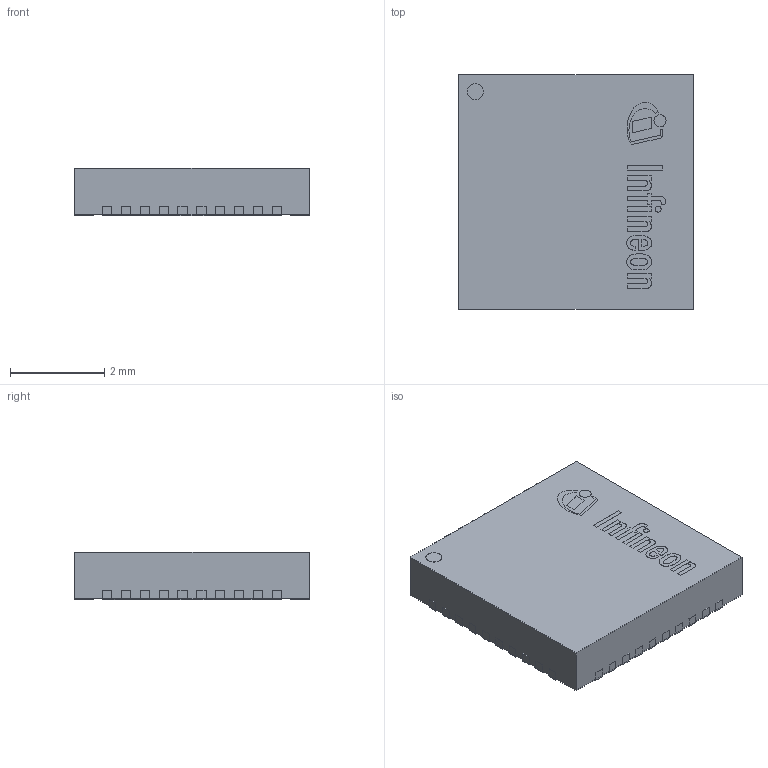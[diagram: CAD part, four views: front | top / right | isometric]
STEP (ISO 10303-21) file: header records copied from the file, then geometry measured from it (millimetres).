
FILE_DESCRIPTION(/* description */ (''),/* implementation_level */ '2;1');
FILE_NAME(/* name */ 'PG-VQFN-40-901_Z8B00211624_V01_3D.stp',/* time_stamp */ '2021-03-15T14:24:28+06:00',/* author */ ('janartha'),/* organization */ (''),/* preprocessor_version */ 'ST-DEVELOPER v16.13',/* originating_system */ 'AutoCAD Mechanical',/* authorisation */ '');
FILE_SCHEMA (('AUTOMOTIVE_DESIGN { 1 0 10303 214 3 1 1 }'));
Length unit declared in the file: millimetre
Products named in the file (1): Product
Bounding box: 5 x 5 x 1 mm (x, y, z)
Surface area: 116.3 mm2
Topology: 55 solids, 55 shells, 384 faces, 820 edges, 547 vertices
Faces by surface type: plane 314, cylinder 52, bspline 18
Full cylindrical faces by diameter (mm): 0.125 x1, 0.256 x1, 0.344 x2
Entity records: 10392 total; most frequent: CARTESIAN_POINT 2116, ORIENTED_EDGE 1630, DIRECTION 1617, EDGE_CURVE 815, LINE 675, VECTOR 675, VERTEX_POINT 546, AXIS2_PLACEMENT_3D 471
